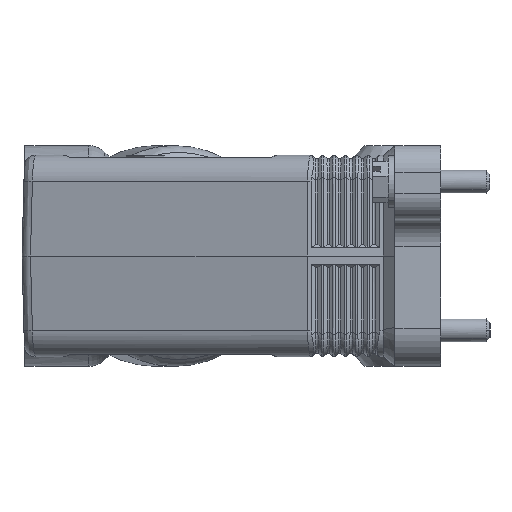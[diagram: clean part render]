
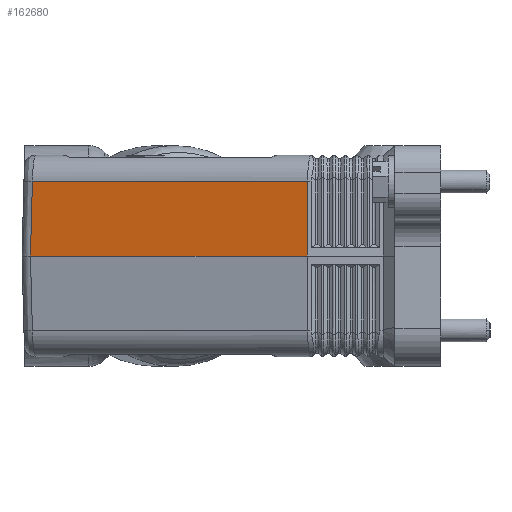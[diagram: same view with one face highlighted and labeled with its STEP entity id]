
A CAD part, left-side view. The second image highlights one B-rep face of the part: STEP entity #162680.
In plain terms, the highlighted planar face has unit normal (-0.966, 0.259, 0.026).
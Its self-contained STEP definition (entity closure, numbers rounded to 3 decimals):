
#98480=CARTESIAN_POINT('',(-111.615,31.294,13.));
#98490=VERTEX_POINT('',#98480);
#98520=CARTESIAN_POINT('',(-110.934,31.205,39.));
#98530=DIRECTION('',(-0.026,0.003,
-1.));
#98540=VECTOR('',#98530,1.);
#98550=LINE('',#98520,#98540);
#98560=CARTESIAN_POINT('',(-111.1,31.226,
32.683));
#98570=VERTEX_POINT('',#98560);
#98580=EDGE_CURVE('',#98570,#98490,#98550,.T.);
#106920=CARTESIAN_POINT('',(-118.981,1.811,
32.683));
#106930=DIRECTION('',(0.259,0.966,0.));
#106940=VECTOR('',#106930,1.);
#106950=LINE('',#106920,#106940);
#106960=CARTESIAN_POINT('',(-91.719,103.556,
32.683));
#106970=VERTEX_POINT('',#106960);
#106980=EDGE_CURVE('',#98570,#106970,#106950,.T.);
#159240=CARTESIAN_POINT('',(-91.719,103.556,
32.683));
#159250=CARTESIAN_POINT('',(-91.721,103.559,
32.562));
#159260=CARTESIAN_POINT('',(-91.724,103.562,
32.44));
#159270=CARTESIAN_POINT('',(-91.876,103.76,
24.879));
#159280=CARTESIAN_POINT('',(-92.025,103.955,
17.441));
#159290=CARTESIAN_POINT('',(-92.175,104.15,
10.002));
#159300=B_SPLINE_CURVE_WITH_KNOTS('',3,(#159240,#159250,#159260,#159270,
#159280,#159290),.UNSPECIFIED.,.F.,.F.,(4,2,4),(0.,0.365,
22.694),.UNSPECIFIED.);
#159310=CARTESIAN_POINT('',(-92.114,104.071,13.));
#159320=VERTEX_POINT('',#159310);
#159330=EDGE_CURVE('',#106970,#159320,#159300,.T.);
#162520=CARTESIAN_POINT('',(-90.861,106.118,
38.991));
#162530=DIRECTION('',(-0.966,0.259,
0.026));
#162540=DIRECTION('',(0.259,0.966,0.));
#162550=AXIS2_PLACEMENT_3D('',#162520,#162530,#162540);
#162560=PLANE('',#162550);
#162570=CARTESIAN_POINT('',(-120.,0.,13.));
#162580=DIRECTION('',(-0.259,-0.966,0.));
#162590=VECTOR('',#162580,1.);
#162600=LINE('',#162570,#162590);
#162610=EDGE_CURVE('',#159320,#98490,#162600,.T.);
#162620=ORIENTED_EDGE('',*,*,#162610,.T.);
#162630=ORIENTED_EDGE('',*,*,#159330,.T.);
#162640=ORIENTED_EDGE('',*,*,#106980,.T.);
#162650=ORIENTED_EDGE('',*,*,#98580,.F.);
#162660=EDGE_LOOP('',(#162650,#162640,#162630,#162620));
#162670=FACE_OUTER_BOUND('',#162660,.T.);
#162680=ADVANCED_FACE('',(#162670),#162560,.T.);
